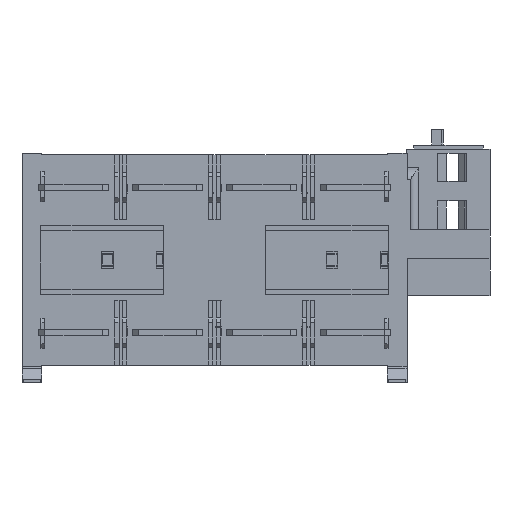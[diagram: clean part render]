
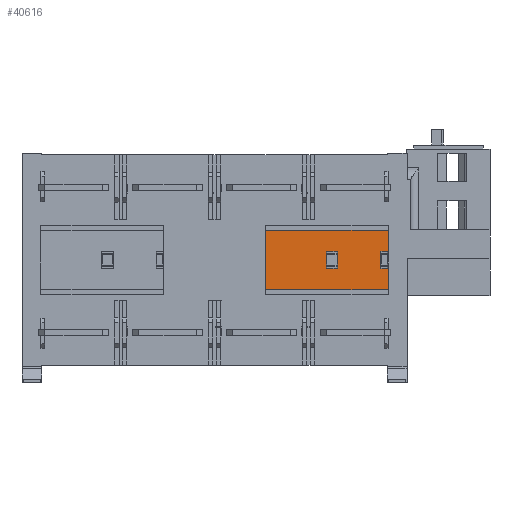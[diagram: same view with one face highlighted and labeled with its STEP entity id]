
A CAD part, front view. The second image highlights one B-rep face of the part: STEP entity #40616.
In plain terms, the highlighted planar face has unit normal (0, -1, 0).
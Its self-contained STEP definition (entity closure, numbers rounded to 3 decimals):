
#11724=DIRECTION('',(0.,0.,-1.));
#11725=VECTOR('',#11724,76.5);
#11726=CARTESIAN_POINT('',(102.504,-73.377,
33.2));
#11727=LINE('',#11726,#11725);
#11778=DIRECTION('',(0.,0.,1.));
#11779=VECTOR('',#11778,76.5);
#11780=CARTESIAN_POINT('',(-54.496,-73.377,
-43.3));
#11781=LINE('',#11780,#11779);
#11798=DIRECTION('',(1.,0.,0.));
#11799=VECTOR('',#11798,157.);
#11800=CARTESIAN_POINT('',(-54.496,-73.377,
33.2));
#11801=LINE('',#11800,#11799);
#11806=DIRECTION('',(0.,0.,-1.));
#11807=VECTOR('',#11806,22.223);
#11808=CARTESIAN_POINT('',(37.718,-73.377,
6.061));
#11809=LINE('',#11808,#11807);
#11810=DIRECTION('',(0.,0.,1.));
#11811=VECTOR('',#11810,22.223);
#11812=CARTESIAN_POINT('',(23.275,-73.377,
-16.161));
#11813=LINE('',#11812,#11811);
#11814=DIRECTION('',(0.,0.,-1.));
#11815=VECTOR('',#11814,22.223);
#11816=CARTESIAN_POINT('',(101.75,-73.377,
6.061));
#11817=LINE('',#11816,#11815);
#11818=DIRECTION('',(0.,0.,1.));
#11819=VECTOR('',#11818,22.223);
#11820=CARTESIAN_POINT('',(92.732,-73.377,
-16.161));
#11821=LINE('',#11820,#11819);
#11826=DIRECTION('',(-1.,0.,0.));
#11827=VECTOR('',#11826,157.);
#11828=CARTESIAN_POINT('',(102.504,-73.377,
-43.3));
#11829=LINE('',#11828,#11827);
#12850=DIRECTION('',(-1.,0.,0.));
#12851=VECTOR('',#12850,14.443);
#12852=CARTESIAN_POINT('',(37.718,-73.377,
6.061));
#12853=LINE('',#12852,#12851);
#13066=DIRECTION('',(1.,0.,0.));
#13067=VECTOR('',#13066,9.018);
#13068=CARTESIAN_POINT('',(92.732,-73.377,
-16.161));
#13069=LINE('',#13068,#13067);
#13082=DIRECTION('',(-1.,0.,0.));
#13083=VECTOR('',#13082,9.018);
#13084=CARTESIAN_POINT('',(101.75,-73.377,
6.061));
#13085=LINE('',#13084,#13083);
#13098=DIRECTION('',(1.,0.,0.));
#13099=VECTOR('',#13098,14.443);
#13100=CARTESIAN_POINT('',(23.275,-73.377,
-16.161));
#13101=LINE('',#13100,#13099);
#18432=CARTESIAN_POINT('',(102.504,-73.377,
-43.3));
#18433=CARTESIAN_POINT('',(-54.496,-73.377,
-43.3));
#18434=VERTEX_POINT('',#18432);
#18435=VERTEX_POINT('',#18433);
#18469=CARTESIAN_POINT('',(37.718,-73.377,
6.061));
#18471=VERTEX_POINT('',#18469);
#18532=CARTESIAN_POINT('',(92.732,-73.377,
6.061));
#18534=VERTEX_POINT('',#18532);
#18576=CARTESIAN_POINT('',(23.275,-73.377,
6.061));
#18578=VERTEX_POINT('',#18576);
#18641=CARTESIAN_POINT('',(102.504,-73.377,
33.2));
#18642=VERTEX_POINT('',#18641);
#18645=CARTESIAN_POINT('',(101.75,-73.377,
6.061));
#18646=VERTEX_POINT('',#18645);
#18653=CARTESIAN_POINT('',(23.275,-73.377,
-16.161));
#18654=VERTEX_POINT('',#18653);
#18655=CARTESIAN_POINT('',(101.75,-73.377,
-16.161));
#18656=VERTEX_POINT('',#18655);
#18661=CARTESIAN_POINT('',(92.732,-73.377,
-16.161));
#18662=VERTEX_POINT('',#18661);
#18687=CARTESIAN_POINT('',(37.718,-73.377,
-16.161));
#18688=VERTEX_POINT('',#18687);
#20472=CARTESIAN_POINT('',(-54.496,-73.377,
33.2));
#20473=VERTEX_POINT('',#20472);
#40584=CARTESIAN_POINT('',(46.154,-73.377,
-47.8));
#40585=DIRECTION('',(0.,-1.,0.));
#40586=DIRECTION('',(0.,0.,-1.));
#40587=AXIS2_PLACEMENT_3D('',#40584,#40585,#40586);
#40588=PLANE('',#40587);
#40590=ORIENTED_EDGE('',*,*,#40589,.T.);
#40591=ORIENTED_EDGE('',*,*,#40545,.T.);
#40592=ORIENTED_EDGE('',*,*,#40576,.T.);
#40593=ORIENTED_EDGE('',*,*,#40488,.T.);
#40594=EDGE_LOOP('',(#40590,#40591,#40592,#40593));
#40595=FACE_OUTER_BOUND('',#40594,.F.);
#40597=ORIENTED_EDGE('',*,*,#40596,.F.);
#40599=ORIENTED_EDGE('',*,*,#40598,.T.);
#40601=ORIENTED_EDGE('',*,*,#40600,.F.);
#40603=ORIENTED_EDGE('',*,*,#40602,.T.);
#40604=EDGE_LOOP('',(#40597,#40599,#40601,#40603));
#40605=FACE_BOUND('',#40604,.F.);
#40607=ORIENTED_EDGE('',*,*,#40606,.T.);
#40609=ORIENTED_EDGE('',*,*,#40608,.F.);
#40611=ORIENTED_EDGE('',*,*,#40610,.T.);
#40613=ORIENTED_EDGE('',*,*,#40612,.F.);
#40614=EDGE_LOOP('',(#40607,#40609,#40611,#40613));
#40615=FACE_BOUND('',#40614,.F.);
#40488=EDGE_CURVE('',#18642,#18434,#11727,.T.);
#40545=EDGE_CURVE('',#18435,#20473,#11781,.T.);
#40576=EDGE_CURVE('',#20473,#18642,#11801,.T.);
#40589=EDGE_CURVE('',#18434,#18435,#11829,.T.);
#40596=EDGE_CURVE('',#18471,#18688,#11809,.T.);
#40598=EDGE_CURVE('',#18471,#18578,#12853,.T.);
#40600=EDGE_CURVE('',#18654,#18578,#11813,.T.);
#40602=EDGE_CURVE('',#18654,#18688,#13101,.T.);
#40606=EDGE_CURVE('',#18662,#18656,#13069,.T.);
#40608=EDGE_CURVE('',#18646,#18656,#11817,.T.);
#40610=EDGE_CURVE('',#18646,#18534,#13085,.T.);
#40612=EDGE_CURVE('',#18662,#18534,#11821,.T.);
#40616=ADVANCED_FACE('',(#40595,#40605,#40615),#40588,.T.);
